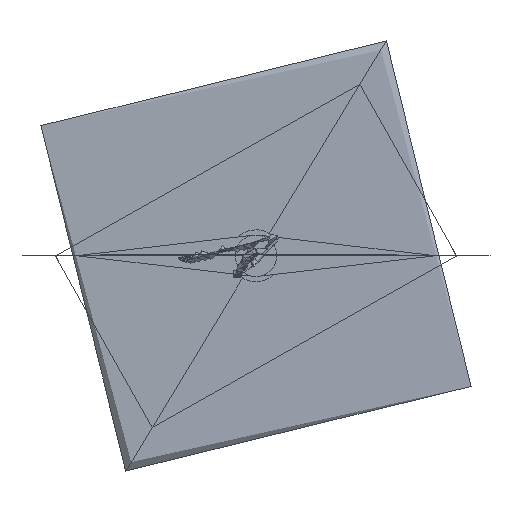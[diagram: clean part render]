
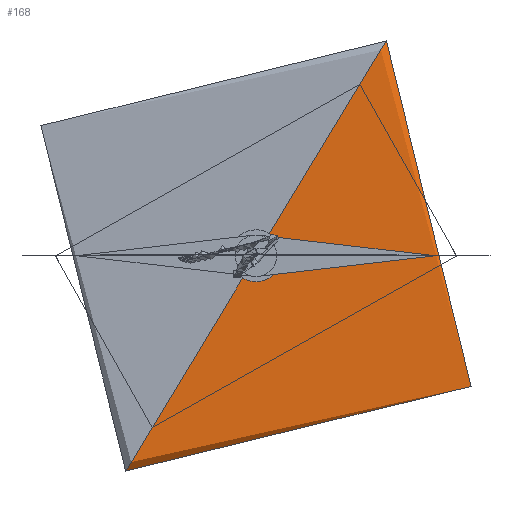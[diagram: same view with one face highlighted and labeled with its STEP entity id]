
A CAD part, top view. The second image highlights one B-rep face of the part: STEP entity #168.
In plain terms, the highlighted free-form (B-spline) face has degree [2, 2] with [5, 3] control points.
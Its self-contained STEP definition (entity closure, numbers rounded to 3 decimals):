
#168=ADVANCED_FACE($,(#309),#1883,.T.);
#309=FACE_OUTER_BOUND($,#451,.T.);
#451=EDGE_LOOP($,(#1120,#1121,#1122,#1123,#1124));
#1120=ORIENTED_EDGE($,*,*,#1494,.F.);
#1121=ORIENTED_EDGE($,*,*,#1505,.T.);
#1122=ORIENTED_EDGE($,*,*,#1502,.T.);
#1123=ORIENTED_EDGE($,*,*,#1503,.T.);
#1124=ORIENTED_EDGE($,*,*,#1504,.T.);
#1494=EDGE_CURVE($,#1729,#1730,#2216,.T.);
#1502=EDGE_CURVE($,#1738,#1737,#2224,.T.);
#1503=EDGE_CURVE($,#1737,#1739,#2225,.T.);
#1504=EDGE_CURVE($,#1739,#1730,#2226,.T.);
#1505=EDGE_CURVE($,#1729,#1738,#2227,.T.);
#1729=VERTEX_POINT($,#6583);
#1730=VERTEX_POINT($,#6584);
#1737=VERTEX_POINT($,#6591);
#1738=VERTEX_POINT($,#6592);
#1739=VERTEX_POINT($,#6593);
#1883=(
BOUNDED_SURFACE()
B_SPLINE_SURFACE(2,2,((#6296,#6297,#6298),(#6299,#6300,#6301),(#6302,#6303,
#6304),(#6305,#6306,#6307),(#6308,#6309,#6310)),.UNSPECIFIED.,.F.,.F.,.F.)
B_SPLINE_SURFACE_WITH_KNOTS((3,2,3),(3,3),(0.,182.595,365.189),
(3.438,9.425),.UNSPECIFIED.)
GEOMETRIC_REPRESENTATION_ITEM()
RATIONAL_B_SPLINE_SURFACE(((0.864,0.814,1.),
(0.611,0.576,0.707),(0.864,
0.814,1.),(0.611,0.576,
0.707),(0.864,0.814,1.)))
REPRESENTATION_ITEM($)
SURFACE()
);
#2216=(
BOUNDED_CURVE()
B_SPLINE_CURVE(2,(#6117,#6118,#6119,#6120,#6121),.UNSPECIFIED.,.F.,.F.)
B_SPLINE_CURVE_WITH_KNOTS((3,2,3),(0.,182.595,365.189),
.UNSPECIFIED.)
CURVE()
GEOMETRIC_REPRESENTATION_ITEM()
RATIONAL_B_SPLINE_CURVE((1.,0.707,1.,0.707,1.))
REPRESENTATION_ITEM($)
);
#2224=(
BOUNDED_CURVE()
B_SPLINE_CURVE(2,(#6155,#6156,#6157),.UNSPECIFIED.,.F.,.F.)
B_SPLINE_CURVE_WITH_KNOTS((3,3),(-762.275,-571.706),.UNSPECIFIED.)
CURVE()
GEOMETRIC_REPRESENTATION_ITEM()
RATIONAL_B_SPLINE_CURVE((1.,0.707,1.))
REPRESENTATION_ITEM($)
);
#2225=(
BOUNDED_CURVE()
B_SPLINE_CURVE(2,(#6158,#6159,#6160),.UNSPECIFIED.,.F.,.F.)
B_SPLINE_CURVE_WITH_KNOTS((3,3),(-571.706,-381.137),.UNSPECIFIED.)
CURVE()
GEOMETRIC_REPRESENTATION_ITEM()
RATIONAL_B_SPLINE_CURVE((1.,0.707,1.))
REPRESENTATION_ITEM($)
);
#2226=(
BOUNDED_CURVE()
B_SPLINE_CURVE(2,(#6161,#6162,#6163),.UNSPECIFIED.,.F.,.F.)
B_SPLINE_CURVE_WITH_KNOTS((3,3),(3.438,9.425),.UNSPECIFIED.)
CURVE()
GEOMETRIC_REPRESENTATION_ITEM()
RATIONAL_B_SPLINE_CURVE((1.,0.876,1.))
REPRESENTATION_ITEM($)
);
#2227=(
BOUNDED_CURVE()
B_SPLINE_CURVE(2,(#6164,#6165,#6166),.UNSPECIFIED.,.F.,.F.)
B_SPLINE_CURVE_WITH_KNOTS((3,3),(-9.425,-3.438),.UNSPECIFIED.)
CURVE()
GEOMETRIC_REPRESENTATION_ITEM()
RATIONAL_B_SPLINE_CURVE((1.,0.876,1.))
REPRESENTATION_ITEM($)
);
#6117=CARTESIAN_POINT($,(-60.21,-99.464,-49.024));
#6118=CARTESIAN_POINT($,(39.216,-159.688,-49.052));
#6119=CARTESIAN_POINT($,(99.44,-60.262,-49.234));
#6120=CARTESIAN_POINT($,(159.664,39.165,-49.415));
#6121=CARTESIAN_POINT($,(60.238,99.388,-49.387));
#6155=CARTESIAN_POINT($,(-62.843,-103.809,-51.818));
#6156=CARTESIAN_POINT($,(40.926,-166.663,-51.847));
#6157=CARTESIAN_POINT($,(103.779,-62.895,-52.037));
#6158=CARTESIAN_POINT($,(103.779,-62.895,-52.037));
#6159=CARTESIAN_POINT($,(166.633,40.873,-52.226));
#6160=CARTESIAN_POINT($,(62.865,103.727,-52.196));
#6161=CARTESIAN_POINT($,(62.865,103.727,-52.196));
#6162=CARTESIAN_POINT($,(61.953,102.221,-49.392));
#6163=CARTESIAN_POINT($,(60.238,99.388,-49.387));
#6164=CARTESIAN_POINT($,(-60.21,-99.464,-49.024));
#6165=CARTESIAN_POINT($,(-61.926,-102.296,-49.019));
#6166=CARTESIAN_POINT($,(-62.843,-103.809,-51.818));
#6296=CARTESIAN_POINT($,(-62.843,-103.809,-51.818));
#6297=CARTESIAN_POINT($,(-61.926,-102.296,-49.019));
#6298=CARTESIAN_POINT($,(-60.21,-99.464,-49.024));
#6299=CARTESIAN_POINT($,(40.926,-166.663,-51.847));
#6300=CARTESIAN_POINT($,(40.333,-164.236,-49.048));
#6301=CARTESIAN_POINT($,(39.216,-159.688,-49.052));
#6302=CARTESIAN_POINT($,(103.779,-62.895,-52.037));
#6303=CARTESIAN_POINT($,(102.272,-61.977,-49.234));
#6304=CARTESIAN_POINT($,(99.44,-60.262,-49.234));
#6305=CARTESIAN_POINT($,(166.633,40.873,-52.226));
#6306=CARTESIAN_POINT($,(164.212,40.281,-49.421));
#6307=CARTESIAN_POINT($,(159.664,39.165,-49.415));
#6308=CARTESIAN_POINT($,(62.865,103.727,-52.196));
#6309=CARTESIAN_POINT($,(61.953,102.221,-49.392));
#6310=CARTESIAN_POINT($,(60.238,99.388,-49.387));
#6583=CARTESIAN_POINT($,(-60.21,-99.464,-49.024));
#6584=CARTESIAN_POINT($,(60.238,99.388,-49.387));
#6591=CARTESIAN_POINT($,(103.779,-62.895,-52.037));
#6592=CARTESIAN_POINT($,(-62.843,-103.809,-51.818));
#6593=CARTESIAN_POINT($,(62.865,103.727,-52.196));
